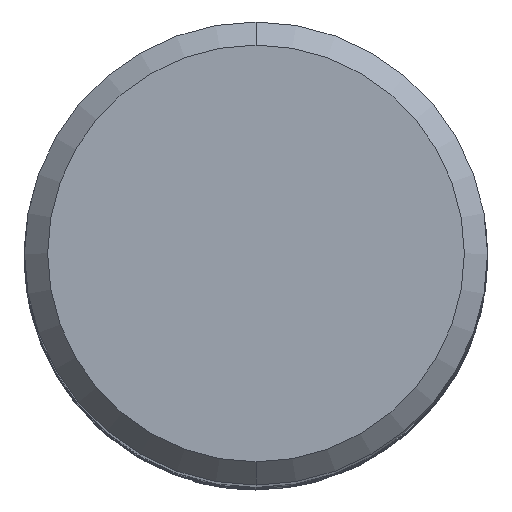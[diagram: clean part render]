
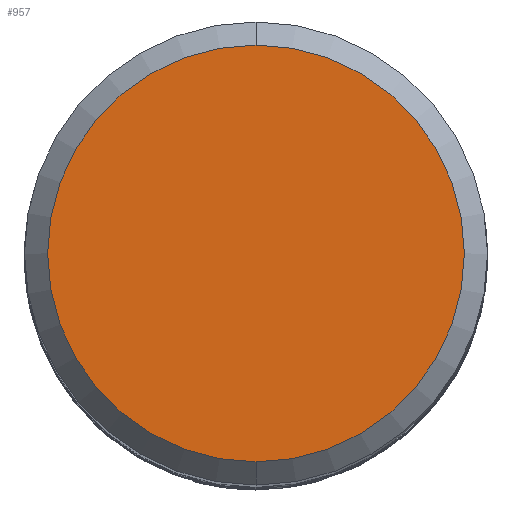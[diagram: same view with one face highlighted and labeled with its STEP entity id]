
A CAD part, top view. The second image highlights one B-rep face of the part: STEP entity #957.
In plain terms, the highlighted planar face has unit normal (0, 0, 1).
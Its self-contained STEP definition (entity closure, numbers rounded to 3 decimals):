
#957=ADVANCED_FACE('',(#2820),#2821,.T.);
#1285=VERTEX_POINT('',#3170);
#2047=EDGE_CURVE('',#1285,#2263,#4000,.T.);
#2263=VERTEX_POINT('',#4235);
#2331=EDGE_CURVE('',#2263,#1285,#4308,.T.);
#2820=FACE_OUTER_BOUND('',#4836,.T.);
#2821=PLANE('',#4837);
#3170=CARTESIAN_POINT('',(0.,-9.0,0.0));
#4000=CIRCLE('',#20964,9.0);
#4235=CARTESIAN_POINT('',(0.0,9.0,0.0));
#4308=CIRCLE('',#25320,9.0);
#4836=EDGE_LOOP('',(#33320,#33321));
#4837=AXIS2_PLACEMENT_3D('',#33322,#33323,#33324);
#20964=AXIS2_PLACEMENT_3D('',#34457,#34458,#34459);
#25320=AXIS2_PLACEMENT_3D('',#34783,#34784,#34785);
#33320=ORIENTED_EDGE('',*,*,#2331,.F.);
#33321=ORIENTED_EDGE('',*,*,#2047,.F.);
#33322=CARTESIAN_POINT('',(0.0,4.5,0.0));
#33323=DIRECTION('',(-0.0,0.0,1.0));
#33324=DIRECTION('',(0.0,-1.0,0.0));
#34457=CARTESIAN_POINT('',(0.0,0.0,0.0));
#34458=DIRECTION('',(0.0,0.0,-1.0));
#34459=DIRECTION('',(0.0,1.0,0.0));
#34783=CARTESIAN_POINT('',(0.0,0.0,0.0));
#34784=DIRECTION('',(0.0,0.0,-1.0));
#34785=DIRECTION('',(0.0,1.0,0.0));
